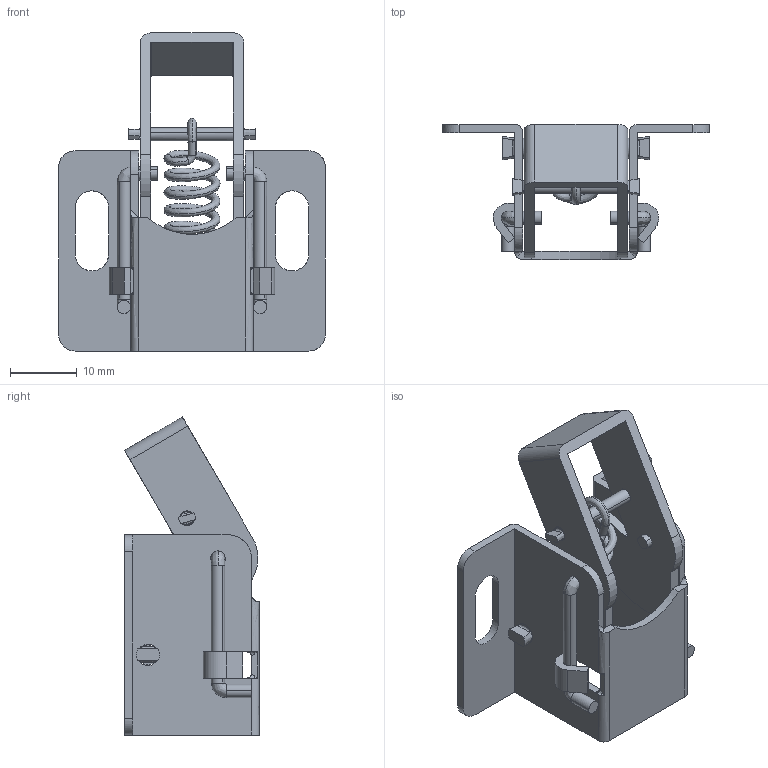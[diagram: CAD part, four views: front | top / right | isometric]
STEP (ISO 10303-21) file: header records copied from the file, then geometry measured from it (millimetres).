
FILE_DESCRIPTION((''),'2;1');
FILE_NAME('','2007-04-06T11:48:20',(''),(''),'','CADfix','');
FILE_SCHEMA(('AUTOMOTIVE_DESIGN { 1 0 10303 214 1 1 1 1 }'));
Length unit declared in the file: millimetre
Bounding box: 40 x 20.2 x 47.67 mm (x, y, z)
Volume: 4409.5 mm3; surface area: 7953.2 mm2
Topology: 7 solids, 7 shells, 216 faces, 654 edges, 442 vertices
Faces by surface type: bspline 216
Entity records: 16965 total; most frequent: CARTESIAN_POINT 13289, ORIENTED_EDGE 1296, EDGE_CURVE 648, VERTEX_POINT 442, QUASI_UNIFORM_CURVE 274, EDGE_LOOP 236, FACE_OUTER_BOUND 216, ADVANCED_FACE 216
